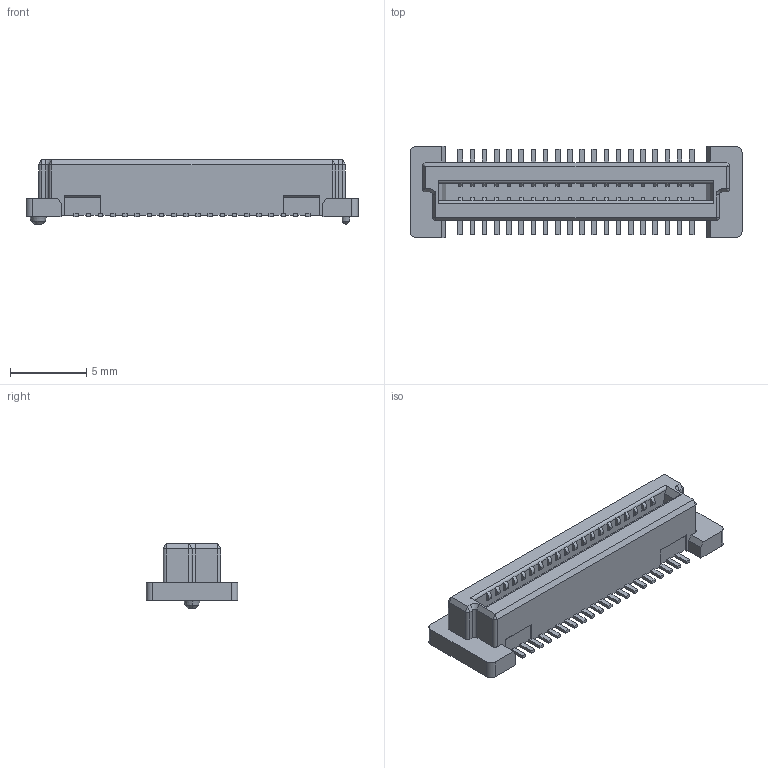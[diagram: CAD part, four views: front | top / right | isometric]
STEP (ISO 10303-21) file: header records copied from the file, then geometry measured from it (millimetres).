
FILE_DESCRIPTION((''),'2;1');
FILE_NAME('C-5177983-1','2015-08-13T',('workeradm'),('Tyco Electronics Ltd.'),'PRO/ENGINEER BY PARAMETRIC TECHNOLOGY CORPORATION, 2014090','PRO/ENGINEER BY PARAMETRIC TECHNOLOGY CORPORATION, 2014090','');
FILE_SCHEMA(('AUTOMOTIVE_DESIGN { 1 0 10303 214 1 1 1 1 }'));
Length unit declared in the file: millimetre
Products named in the file (1): C-5177983-1
Bounding box: 21.8 x 6 x 4.25 mm (x, y, z)
Volume: 244.6 mm3; surface area: 509.7 mm2
Topology: 1 solids, 1 shells, 531 faces, 1558 edges, 1026 vertices
Faces by surface type: plane 341, cylinder 174, cone 16
Entity records: 17840 total; most frequent: CARTESIAN_POINT 3179, ORIENTED_EDGE 3104, DIRECTION 3042, EDGE_CURVE 1552, VECTOR 1104, LINE 1104, VERTEX_POINT 1026, AXIS2_PLACEMENT_3D 969
